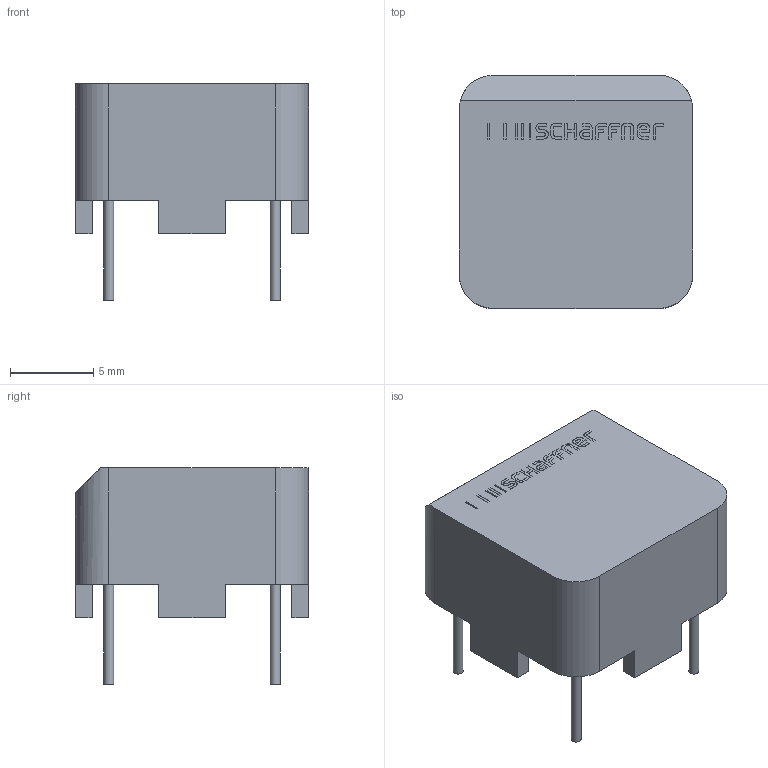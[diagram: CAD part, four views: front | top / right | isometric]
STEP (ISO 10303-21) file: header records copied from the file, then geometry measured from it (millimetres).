
FILE_DESCRIPTION((''),'2;1');
FILE_NAME('RN102.stp','2016-06-28T13:48:57',('jittrapon.maneerat'),(''),'Autodesk Inventor 2013','Autodesk Inventor 2013','');
FILE_SCHEMA(('AUTOMOTIVE_DESIGN { 1 0 10303 214 1 1 1 1 }'));
Length unit declared in the file: millimetre
Products named in the file (1): Part4
Bounding box: 14 x 14 x 13.01 mm (x, y, z)
Volume: 1360 mm3; surface area: 871.3 mm2
Topology: 1 solids, 1 shells, 200 faces, 534 edges, 356 vertices
Faces by surface type: plane 156, bspline 32, cylinder 12
Full cylindrical faces by diameter (mm): 0.6 x4
Entity records: 6622 total; most frequent: CARTESIAN_POINT 1575, ORIENTED_EDGE 1060, DIRECTION 830, EDGE_CURVE 530, VECTOR 440, LINE 440, VERTEX_POINT 356, EDGE_LOOP 224
